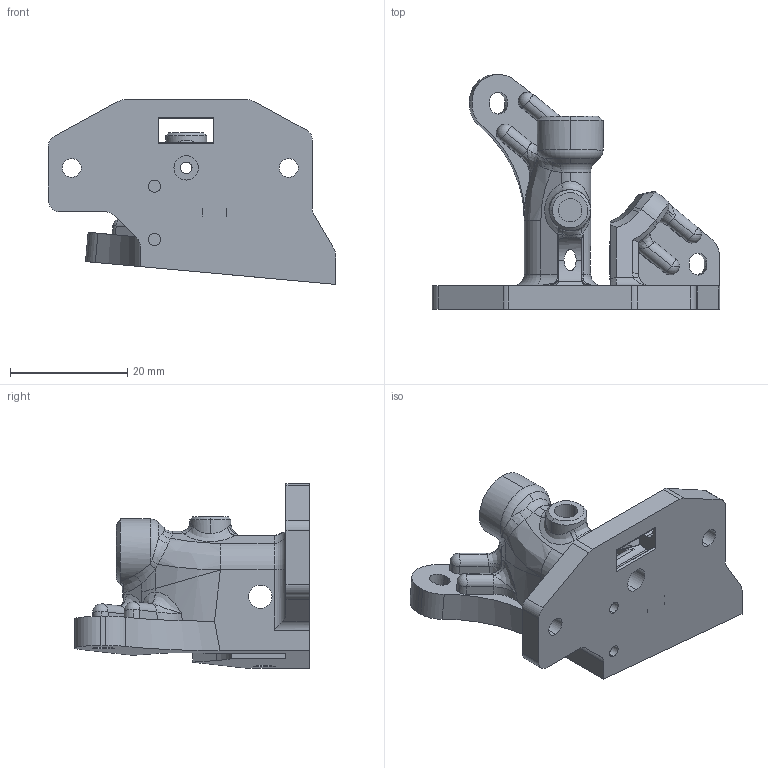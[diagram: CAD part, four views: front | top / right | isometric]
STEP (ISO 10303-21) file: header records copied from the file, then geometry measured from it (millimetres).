
FILE_DESCRIPTION (( 'STEP AP203' ), '1' );
FILE_NAME ('Lowboi Mk4 Body - Orbiter 2.0 Mounting - 2 start KHK.STEP', '2024-10-10T05:46:13', ( '' ), ( '' ), 'SwSTEP 2.0', 'SolidWorks 2022', '' );
FILE_SCHEMA (( 'CONFIG_CONTROL_DESIGN' ));
Length unit declared in the file: millimetre
Products named in the file (1): Lowboi Mk4 Body - Orbiter 2.0 Mounting - 2 start KHK
Bounding box: 49 x 40.05 x 31.51 mm (x, y, z)
Volume: 9860.8 mm3; surface area: 7130.7 mm2
Topology: 1 solids, 1 shells, 300 faces, 796 edges, 492 vertices
Faces by surface type: cylinder 111, plane 78, bspline 78, torus 14, cone 12, sphere 7
Entity records: 11722 total; most frequent: CARTESIAN_POINT 4857, ORIENTED_EDGE 1564, DIRECTION 1260, EDGE_CURVE 782, VERTEX_POINT 488, AXIS2_PLACEMENT_3D 487, EDGE_LOOP 324, FACE_OUTER_BOUND 300
